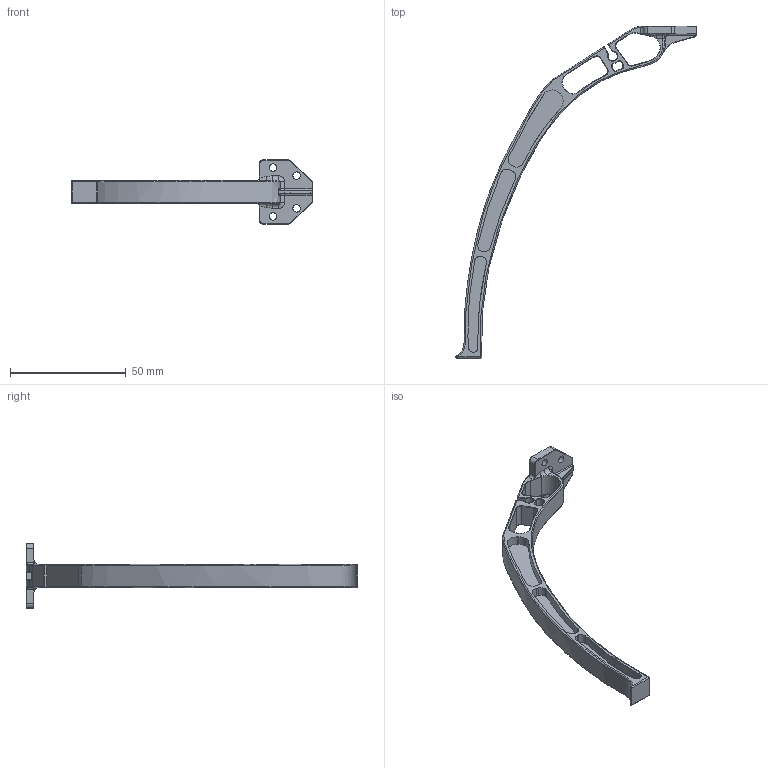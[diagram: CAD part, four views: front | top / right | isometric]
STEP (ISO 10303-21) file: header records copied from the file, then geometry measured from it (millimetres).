
FILE_DESCRIPTION(/* description */ (''),/* implementation_level */ '2;1');
FILE_NAME(/* name */ 'Landing leg v1.step',/* time_stamp */ '2025-08-04T15:01:23-04:00',/* author */ (''),/* organization */ (''),/* preprocessor_version */ 'ST-DEVELOPER v20.1',/* originating_system */ 'Autodesk Translation Framework v14.10.0.0',/* authorisation */ '');
FILE_SCHEMA (('AUTOMOTIVE_DESIGN { 1 0 10303 214 3 1 1 }'));
Length unit declared in the file: millimetre
Products named in the file (1): Landing leg
Bounding box: 104.1 x 143.29 x 28 mm (x, y, z)
Volume: 10067.9 mm3; surface area: 11062.4 mm2
Topology: 1 solids, 1 shells, 264 faces, 650 edges, 382 vertices
Faces by surface type: cylinder 106, plane 54, bspline 54, torus 46, sphere 4
Full cylindrical faces by diameter (mm): 3.24 x4
Entity records: 13109 total; most frequent: CARTESIAN_POINT 7063, ORIENTED_EDGE 1280, DIRECTION 1254, EDGE_CURVE 640, AXIS2_PLACEMENT_3D 497, VERTEX_POINT 382, EDGE_LOOP 282, CIRCLE 273
